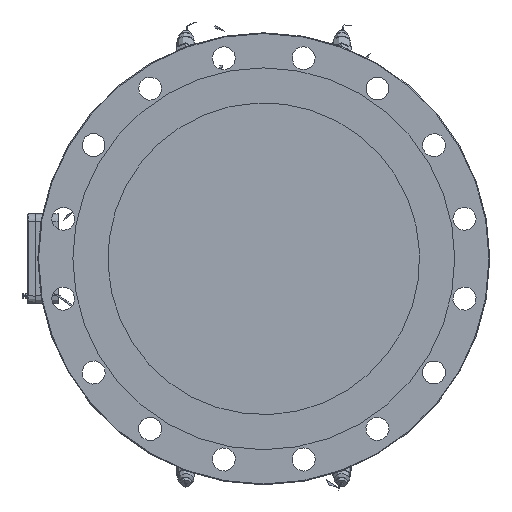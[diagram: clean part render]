
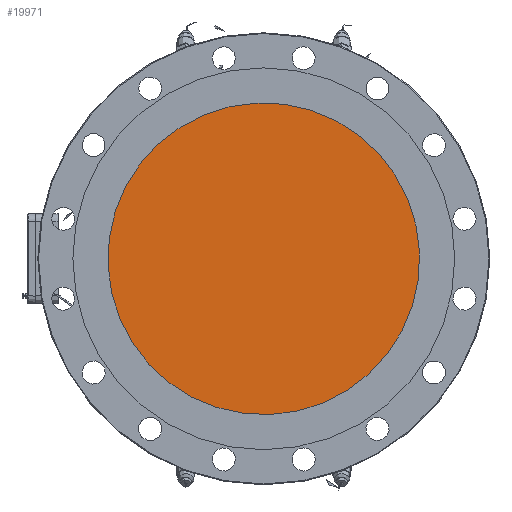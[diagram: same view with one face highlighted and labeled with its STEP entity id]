
A CAD part, left-side view. The second image highlights one B-rep face of the part: STEP entity #19971.
In plain terms, the highlighted planar face has unit normal (-1, 0, 0).
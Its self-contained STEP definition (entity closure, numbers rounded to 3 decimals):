
#1559=FACE_OUTER_BOUND('',#2743,.T.);
#2743=EDGE_LOOP('',(#17007));
#3345=CIRCLE('',#21519,200.);
#9205=VERTEX_POINT('',#39052);
#11823=EDGE_CURVE('',#9205,#9205,#3345,.T.);
#17007=ORIENTED_EDGE('',*,*,#11823,.T.);
#17919=PLANE('',#21525);
#19971=ADVANCED_FACE('',(#1559),#17919,.T.);
#21519=AXIS2_PLACEMENT_3D('',#39053,#26500,#26501);
#21525=AXIS2_PLACEMENT_3D('',#39061,#26512,#26513);
#26500=DIRECTION('center_axis',(-1.,0.,0.));
#26501=DIRECTION('ref_axis',(0.,0.383,0.924));
#26512=DIRECTION('center_axis',(-1.,0.,0.));
#26513=DIRECTION('ref_axis',(0.,0.,-1.));
#39052=CARTESIAN_POINT('',(-362.,76.537,184.776));
#39053=CARTESIAN_POINT('Origin',(-362.,0.,0.));
#39061=CARTESIAN_POINT('Origin',(-362.,0.,0.));
